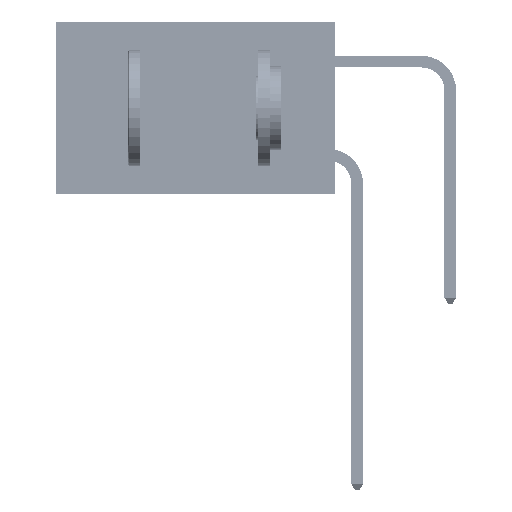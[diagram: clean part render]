
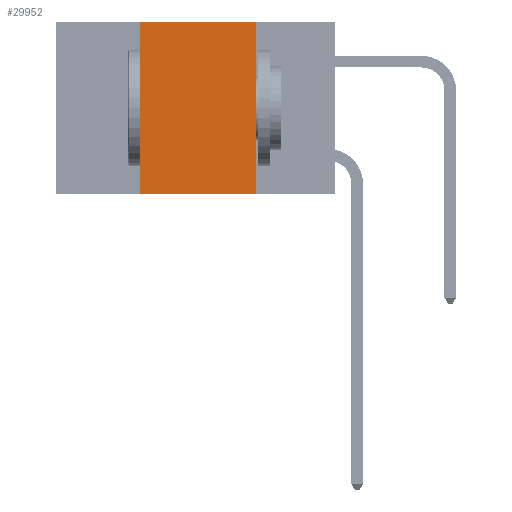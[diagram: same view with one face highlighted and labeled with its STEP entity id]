
A CAD part, left-side view. The second image highlights one B-rep face of the part: STEP entity #29952.
In plain terms, the highlighted planar face has unit normal (-1, 0, 0).
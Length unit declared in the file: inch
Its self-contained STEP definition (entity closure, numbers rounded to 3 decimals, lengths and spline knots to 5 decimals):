
#1849 = VERTEX_POINT ( 'NONE', #13018 ) ;
#2378 = DIRECTION ( 'NONE',  ( 0., 0., -1. ) ) ;
#4592 = CARTESIAN_POINT ( 'NONE',  ( 0., 0.42, -0.37 ) ) ;
#5740 = CARTESIAN_POINT ( 'NONE',  ( 0., 0.6, -0.37 ) ) ;
#5805 = ORIENTED_EDGE ( 'NONE', *, *, #6884, .F. ) ;
#6374 = DIRECTION ( 'NONE',  ( 1., 0., 0. ) ) ;
#6600 = LINE ( 'NONE', #32863, #47181 ) ;
#6842 = CARTESIAN_POINT ( 'NONE',  ( 0., 0.17, 0. ) ) ;
#6884 = EDGE_CURVE ( 'NONE', #1849, #45105, #6600, .T. ) ;
#7078 = FACE_OUTER_BOUND ( 'NONE', #18275, .T. ) ;
#11610 = LINE ( 'NONE', #22190, #42882 ) ;
#12894 = VERTEX_POINT ( 'NONE', #4592 ) ;
#13018 = CARTESIAN_POINT ( 'NONE',  ( 0., 0.42, 0. ) ) ;
#15392 = VECTOR ( 'NONE', #21256, 39.37008 ) ;
#15873 = EDGE_CURVE ( 'NONE', #12894, #1849, #46663, .T. ) ;
#17455 = LINE ( 'NONE', #5740, #37030 ) ;
#18275 = EDGE_LOOP ( 'NONE', ( #32457, #5805, #32235, #19647 ) ) ;
#19647 = ORIENTED_EDGE ( 'NONE', *, *, #49313, .T. ) ;
#21256 = DIRECTION ( 'NONE',  ( 0., 0., 1. ) ) ;
#22190 = CARTESIAN_POINT ( 'NONE',  ( 0., 0.17, 0. ) ) ;
#22235 = AXIS2_PLACEMENT_3D ( 'NONE', #26080, #6374, #33933 ) ;
#25456 = DIRECTION ( 'NONE',  ( 0., -1., 0. ) ) ;
#26080 = CARTESIAN_POINT ( 'NONE',  ( 0., 0.6, 0. ) ) ;
#28962 = CARTESIAN_POINT ( 'NONE',  ( 0., 0.42, 0. ) ) ;
#29124 = DIRECTION ( 'NONE',  ( 0., -1., 0. ) ) ;
#29952 = ADVANCED_FACE ( 'NONE', ( #7078 ), #37354, .F. ) ;
#32235 = ORIENTED_EDGE ( 'NONE', *, *, #15873, .F. ) ;
#32457 = ORIENTED_EDGE ( 'NONE', *, *, #34263, .F. ) ;
#32863 = CARTESIAN_POINT ( 'NONE',  ( 0., 0.6, 0. ) ) ;
#33933 = DIRECTION ( 'NONE',  ( 0., 0., -1. ) ) ;
#34263 = EDGE_CURVE ( 'NONE', #45105, #43608, #11610, .T. ) ;
#37030 = VECTOR ( 'NONE', #25456, 39.37008 ) ;
#37354 = PLANE ( 'NONE',  #22235 ) ;
#37608 = CARTESIAN_POINT ( 'NONE',  ( 0., 0.17, -0.37 ) ) ;
#42882 = VECTOR ( 'NONE', #2378, 39.37008 ) ;
#43608 = VERTEX_POINT ( 'NONE', #37608 ) ;
#45105 = VERTEX_POINT ( 'NONE', #6842 ) ;
#46663 = LINE ( 'NONE', #28962, #15392 ) ;
#47181 = VECTOR ( 'NONE', #29124, 39.37008 ) ;
#49313 = EDGE_CURVE ( 'NONE', #12894, #43608, #17455, .T. ) ;
